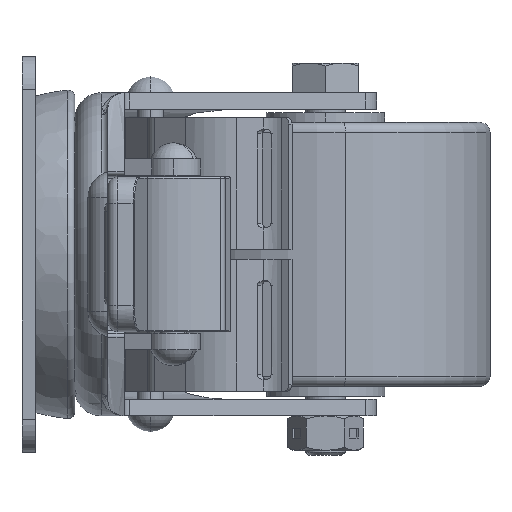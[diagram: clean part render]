
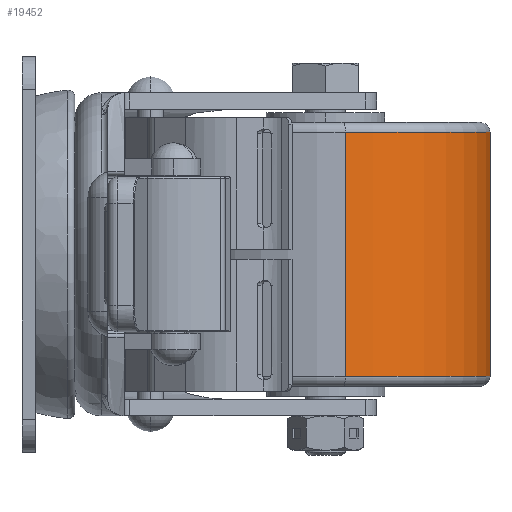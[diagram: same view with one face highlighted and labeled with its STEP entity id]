
A CAD part, left-side view. The second image highlights one B-rep face of the part: STEP entity #19452.
In plain terms, the highlighted cylindrical face has radius 25 mm (diameter 50 mm), a partial arc.
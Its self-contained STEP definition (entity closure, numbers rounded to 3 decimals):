
#539 = DIRECTION ( 'NONE',  ( -0.993, -0.121, 0. ) ) ;
#1015 = LINE ( 'NONE', #2561, #7359 ) ;
#1090 = CARTESIAN_POINT ( 'NONE',  ( 0.317, -42.98, -18.5 ) ) ;
#2561 = CARTESIAN_POINT ( 'NONE',  ( 0.317, -42.98, 0. ) ) ;
#3347 = DIRECTION ( 'NONE',  ( 0., 0., 1. ) ) ;
#3661 = CARTESIAN_POINT ( 'NONE',  ( -24.5, -46., 18.5 ) ) ;
#4010 = VERTEX_POINT ( 'NONE', #22703 ) ;
#4048 = CARTESIAN_POINT ( 'NONE',  ( 0.317, -42.98, 18.5 ) ) ;
#4072 = CARTESIAN_POINT ( 'NONE',  ( -49.317, -49.02, 18.5 ) ) ;
#5017 = DIRECTION ( 'NONE',  ( 0., 0., 1. ) ) ;
#5089 = DIRECTION ( 'NONE',  ( 0., 0., 1. ) ) ;
#5809 = VECTOR ( 'NONE', #20513, 1000. ) ;
#5894 = EDGE_CURVE ( 'NONE', #4010, #9014, #25094, .T. ) ;
#5935 = DIRECTION ( 'NONE',  ( -0.993, -0.121, 0. ) ) ;
#6344 = DIRECTION ( 'NONE',  ( 0., 0., 1. ) ) ;
#6856 = VERTEX_POINT ( 'NONE', #4072 ) ;
#7359 = VECTOR ( 'NONE', #5089, 1000. ) ;
#9014 = VERTEX_POINT ( 'NONE', #1090 ) ;
#10059 = ORIENTED_EDGE ( 'NONE', *, *, #5894, .T. ) ;
#10483 = EDGE_CURVE ( 'NONE', #6856, #22581, #11643, .T. ) ;
#11279 = EDGE_CURVE ( 'NONE', #9014, #22581, #1015, .T. ) ;
#11543 = EDGE_LOOP ( 'NONE', ( #10059, #25939, #24116, #23635 ) ) ;
#11643 = CIRCLE ( 'NONE', #28267, 25. ) ;
#12154 = CARTESIAN_POINT ( 'NONE',  ( -24.5, -46., 0. ) ) ;
#16787 = LINE ( 'NONE', #17963, #5809 ) ;
#17670 = AXIS2_PLACEMENT_3D ( 'NONE', #12154, #3347, #23578 ) ;
#17963 = CARTESIAN_POINT ( 'NONE',  ( -49.317, -49.02, 0. ) ) ;
#19452 = ADVANCED_FACE ( 'NONE', ( #22042 ), #23864, .T. ) ;
#19778 = EDGE_CURVE ( 'NONE', #4010, #6856, #16787, .T. ) ;
#20513 = DIRECTION ( 'NONE',  ( 0., 0., 1. ) ) ;
#22042 = FACE_OUTER_BOUND ( 'NONE', #11543, .T. ) ;
#22581 = VERTEX_POINT ( 'NONE', #4048 ) ;
#22703 = CARTESIAN_POINT ( 'NONE',  ( -49.317, -49.02, -18.5 ) ) ;
#23578 = DIRECTION ( 'NONE',  ( -0.993, -0.121, 0. ) ) ;
#23635 = ORIENTED_EDGE ( 'NONE', *, *, #19778, .F. ) ;
#23846 = AXIS2_PLACEMENT_3D ( 'NONE', #27729, #5017, #539 ) ;
#23864 = CYLINDRICAL_SURFACE ( 'NONE', #17670, 25. ) ;
#24116 = ORIENTED_EDGE ( 'NONE', *, *, #10483, .F. ) ;
#25094 = CIRCLE ( 'NONE', #23846, 25. ) ;
#25939 = ORIENTED_EDGE ( 'NONE', *, *, #11279, .T. ) ;
#27729 = CARTESIAN_POINT ( 'NONE',  ( -24.5, -46., -18.5 ) ) ;
#28267 = AXIS2_PLACEMENT_3D ( 'NONE', #3661, #6344, #5935 ) ;
